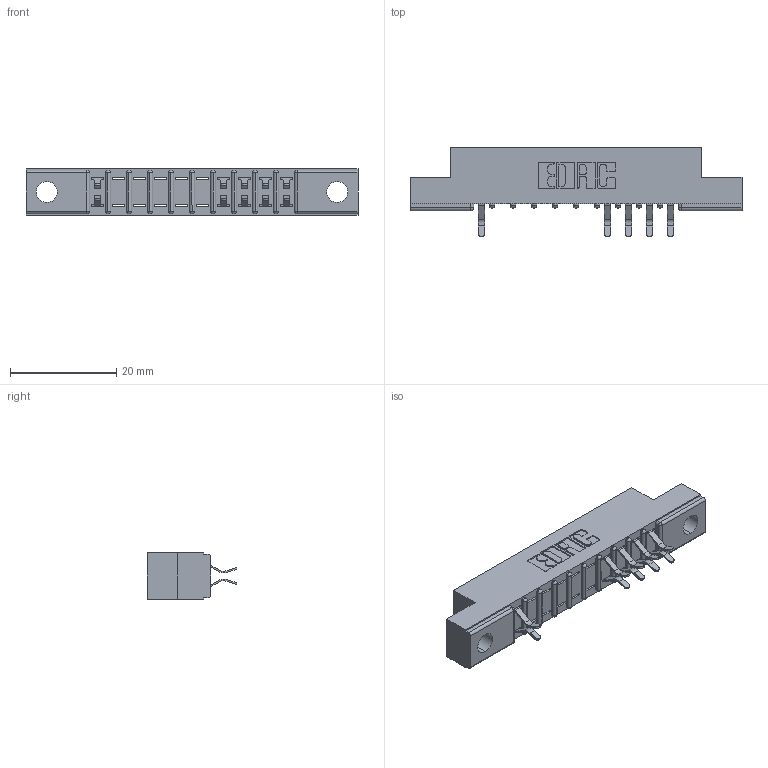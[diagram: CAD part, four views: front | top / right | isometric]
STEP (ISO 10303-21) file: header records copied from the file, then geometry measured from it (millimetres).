
FILE_DESCRIPTION (( 'STEP AP203' ), '1' );
FILE_NAME ('357-020-556-202.STEP', '2018-08-08T08:54:35', ( '' ), ( '' ), 'SwSTEP 2.0', 'SolidWorks 2016', '' );
FILE_SCHEMA (( 'CONFIG_CONTROL_DESIGN' ));
Length unit declared in the file: inch
Products named in the file (3): 307 Part_.128 Dia Mounting Holes; 307-290-001_556; 357-020-556-202
Assembly tree (11 placements, depth 2):
  357-020-556-202
    307 Part_.128 Dia Mounting Holes
    307-290-001_556  x10
Bounding box: 62.64 x 16.97 x 8.71 mm (x, y, z)
Volume: 3879.3 mm3; surface area: 5298.2 mm2
Topology: 11 solids, 11 shells, 729 faces, 2063 edges, 1330 vertices
Faces by surface type: plane 460, cylinder 247, sphere 22
Entity records: 12624 total; most frequent: CARTESIAN_POINT 2116, ORIENTED_EDGE 2102, DIRECTION 2077, EDGE_CURVE 1051, VECTOR 791, LINE 791, VERTEX_POINT 682, AXIS2_PLACEMENT_3D 643
